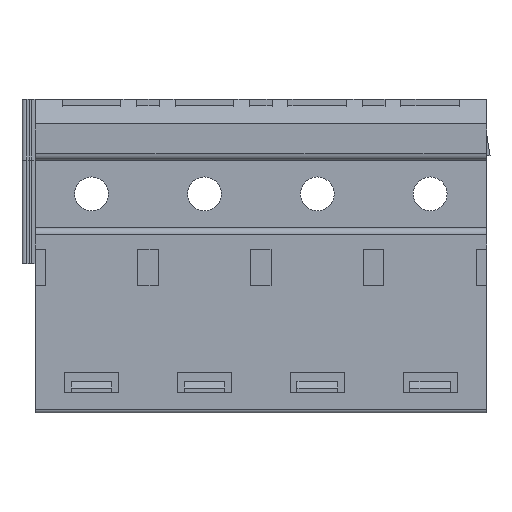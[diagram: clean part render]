
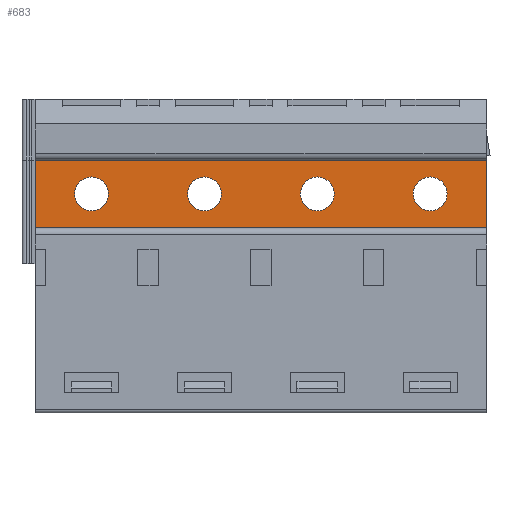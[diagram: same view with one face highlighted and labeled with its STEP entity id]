
A CAD part, front view. The second image highlights one B-rep face of the part: STEP entity #683.
In plain terms, the highlighted planar face has unit normal (0, -1, 0).
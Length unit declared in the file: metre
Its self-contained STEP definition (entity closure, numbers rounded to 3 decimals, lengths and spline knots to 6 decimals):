
#683=ADVANCED_FACE('',(#1767,#1768,#1769,#1770,#1771),#1772,.T.);
#1767=FACE_OUTER_BOUND('',#3261,.T.);
#1768=FACE_BOUND('',#3262,.T.);
#1769=FACE_BOUND('',#3263,.T.);
#1770=FACE_BOUND('',#3264,.T.);
#1771=FACE_BOUND('',#3265,.T.);
#1772=PLANE('',#3266);
#3261=EDGE_LOOP('',(#5627,#5628,#5629,#5630,#5631));
#3262=EDGE_LOOP('',(#5632));
#3263=EDGE_LOOP('',(#5633));
#3264=EDGE_LOOP('',(#5634));
#3265=EDGE_LOOP('',(#5635));
#3266=AXIS2_PLACEMENT_3D('',#5636,#5637,#5638);
#5627=ORIENTED_EDGE('',*,*,#9374,.T.);
#5628=ORIENTED_EDGE('',*,*,#9375,.F.);
#5629=ORIENTED_EDGE('',*,*,#9376,.T.);
#5630=ORIENTED_EDGE('',*,*,#9377,.T.);
#5631=ORIENTED_EDGE('',*,*,#8980,.T.);
#5632=ORIENTED_EDGE('',*,*,#8773,.F.);
#5633=ORIENTED_EDGE('',*,*,#9378,.F.);
#5634=ORIENTED_EDGE('',*,*,#9379,.F.);
#5635=ORIENTED_EDGE('',*,*,#9380,.F.);
#5636=CARTESIAN_POINT('',(14.205107,11.733671,-0.148508));
#5637=DIRECTION('',(0.,-1.0,0.));
#5638=DIRECTION('',(0.0,0.,-1.0));
#8773=EDGE_CURVE('',#10529,#10529,#10530,.T.);
#8980=EDGE_CURVE('',#10855,#10853,#10856,.T.);
#9374=EDGE_CURVE('',#10853,#11555,#11556,.T.);
#9375=EDGE_CURVE('',#11557,#11555,#11558,.T.);
#9376=EDGE_CURVE('',#11557,#11559,#11560,.T.);
#9377=EDGE_CURVE('',#11559,#10855,#11561,.T.);
#9378=EDGE_CURVE('',#11562,#11562,#11563,.T.);
#9379=EDGE_CURVE('',#11564,#11564,#11565,.T.);
#9380=EDGE_CURVE('',#11566,#11566,#11567,.T.);
#10529=VERTEX_POINT('',#13141);
#10530=CIRCLE('',#13142,0.00075);
#10853=VERTEX_POINT('',#13591);
#10855=VERTEX_POINT('',#13594);
#10856=LINE('',#13595,#13596);
#11555=VERTEX_POINT('',#14630);
#11556=LINE('',#14631,#14632);
#11557=VERTEX_POINT('',#14633);
#11558=LINE('',#14634,#14635);
#11559=VERTEX_POINT('',#14636);
#11560=LINE('',#14637,#14638);
#11561=LINE('',#14639,#14640);
#11562=VERTEX_POINT('',#14641);
#11563=CIRCLE('',#14642,0.00075);
#11564=VERTEX_POINT('',#14643);
#11565=CIRCLE('',#14644,0.00075);
#11566=VERTEX_POINT('',#14645);
#11567=CIRCLE('',#14646,0.00075);
#13141=CARTESIAN_POINT('',(14.198357,11.733671,-0.147008));
#13142=AXIS2_PLACEMENT_3D('',#16653,#16654,#16655);
#13591=CARTESIAN_POINT('',(14.195107,11.733671,-0.148508));
#13594=CARTESIAN_POINT('',(14.195107,11.733671,-0.145508));
#13595=CARTESIAN_POINT('',(14.195107,11.733671,-0.148508));
#13596=VECTOR('',#16866,1.0);
#14630=CARTESIAN_POINT('',(14.215107,11.733671,-0.148508));
#14631=CARTESIAN_POINT('',(14.205107,11.733671,-0.148508));
#14632=VECTOR('',#17304,1.0);
#14633=CARTESIAN_POINT('',(14.215107,11.733671,-0.145508));
#14634=CARTESIAN_POINT('',(14.215107,11.733671,-0.148508));
#14635=VECTOR('',#17305,1.0);
#14636=CARTESIAN_POINT('',(14.214487,11.733671,-0.145508));
#14637=CARTESIAN_POINT('',(14.200107,11.733671,-0.145508));
#14638=VECTOR('',#17306,1.0);
#14639=CARTESIAN_POINT('',(14.205107,11.733671,-0.145508));
#14640=VECTOR('',#17307,1.0);
#14641=CARTESIAN_POINT('',(14.203357,11.733671,-0.147008));
#14642=AXIS2_PLACEMENT_3D('',#17308,#17309,#17310);
#14643=CARTESIAN_POINT('',(14.213357,11.733671,-0.147008));
#14644=AXIS2_PLACEMENT_3D('',#17311,#17312,#17313);
#14645=CARTESIAN_POINT('',(14.208357,11.733671,-0.147008));
#14646=AXIS2_PLACEMENT_3D('',#17314,#17315,#17316);
#16653=CARTESIAN_POINT('',(14.197607,11.733671,-0.147008));
#16654=DIRECTION('',(0.,-1.0,0.));
#16655=DIRECTION('',(1.0,0.,0.0));
#16866=DIRECTION('',(0.,0.,-1.0));
#17304=DIRECTION('',(1.0,0.,0.));
#17305=DIRECTION('',(0.,0.,-1.0));
#17306=DIRECTION('',(-1.0,0.,0.));
#17307=DIRECTION('',(-1.0,0.,0.));
#17308=CARTESIAN_POINT('',(14.202607,11.733671,-0.147008));
#17309=DIRECTION('',(0.,-1.0,0.));
#17310=DIRECTION('',(1.0,0.,0.0));
#17311=CARTESIAN_POINT('',(14.212607,11.733671,-0.147008));
#17312=DIRECTION('',(0.,-1.0,0.));
#17313=DIRECTION('',(1.0,0.,0.0));
#17314=CARTESIAN_POINT('',(14.207607,11.733671,-0.147008));
#17315=DIRECTION('',(0.,-1.0,0.));
#17316=DIRECTION('',(1.0,0.,0.0));
